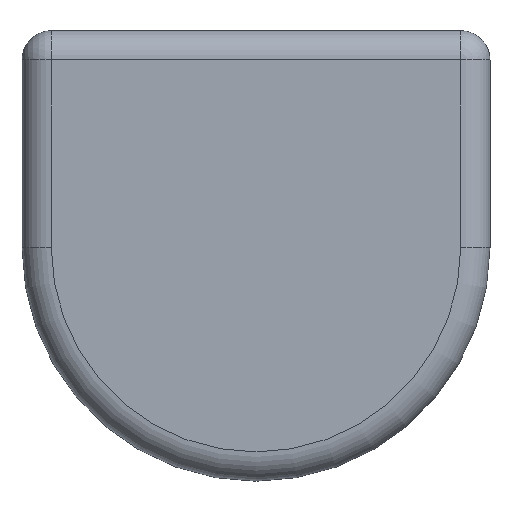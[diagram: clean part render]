
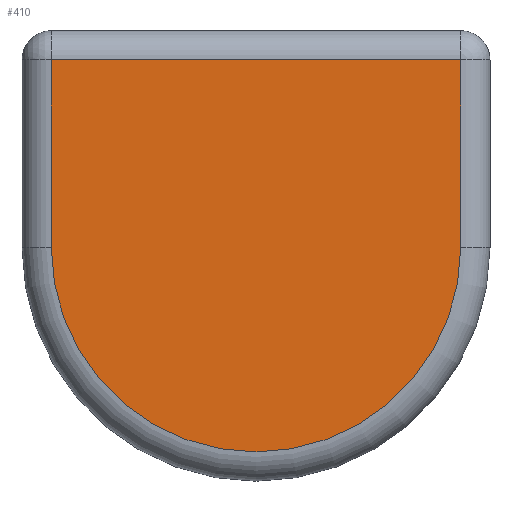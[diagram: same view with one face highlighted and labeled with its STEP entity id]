
A CAD part, top view. The second image highlights one B-rep face of the part: STEP entity #410.
In plain terms, the highlighted planar face has unit normal (0, 0, 1).
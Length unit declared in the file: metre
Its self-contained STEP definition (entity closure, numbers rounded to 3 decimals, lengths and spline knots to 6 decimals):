
#37=CIRCLE('',#454,0.007);
#67=ORIENTED_EDGE('',*,*,#187,.T.);
#68=ORIENTED_EDGE('',*,*,#188,.T.);
#69=ORIENTED_EDGE('',*,*,#189,.T.);
#70=ORIENTED_EDGE('',*,*,#190,.T.);
#187=EDGE_CURVE('',#247,#248,#279,.F.);
#188=EDGE_CURVE('',#248,#249,#280,.T.);
#189=EDGE_CURVE('',#249,#250,#281,.T.);
#190=EDGE_CURVE('',#250,#247,#37,.T.);
#247=VERTEX_POINT('',#676);
#248=VERTEX_POINT('',#677);
#249=VERTEX_POINT('',#679);
#250=VERTEX_POINT('',#681);
#279=LINE('',#675,#313);
#280=LINE('',#678,#314);
#281=LINE('',#680,#315);
#313=VECTOR('',#523,1.);
#314=VECTOR('',#524,1.);
#315=VECTOR('',#525,1.);
#341=EDGE_LOOP('',(#67,#68,#69,#70));
#371=FACE_BOUND('',#341,.T.);
#401=PLANE('',#453);
#410=ADVANCED_FACE('',(#371),#401,.T.);
#453=AXIS2_PLACEMENT_3D('',#674,#521,#522);
#454=AXIS2_PLACEMENT_3D('',#682,#526,#527);
#521=DIRECTION('',(0.,0.,1.));
#522=DIRECTION('',(1.,0.,0.));
#523=DIRECTION('',(0.,-1.,0.));
#524=DIRECTION('',(-1.,0.,0.));
#525=DIRECTION('',(0.,-1.,0.));
#526=DIRECTION('',(0.,0.,1.));
#527=DIRECTION('',(1.,0.,0.));
#674=CARTESIAN_POINT('',(0.,0.00225,0.));
#675=CARTESIAN_POINT('',(0.007,-0.0001,0.));
#676=CARTESIAN_POINT('',(0.007,-0.0075,0.));
#677=CARTESIAN_POINT('',(0.007,-0.0011,0.));
#678=CARTESIAN_POINT('',(0.,-0.0011,0.));
#679=CARTESIAN_POINT('',(-0.007,-0.0011,0.));
#680=CARTESIAN_POINT('',(-0.007,0.00225,0.));
#681=CARTESIAN_POINT('',(-0.007,-0.0075,0.));
#682=CARTESIAN_POINT('',(0.,-0.0075,0.));
